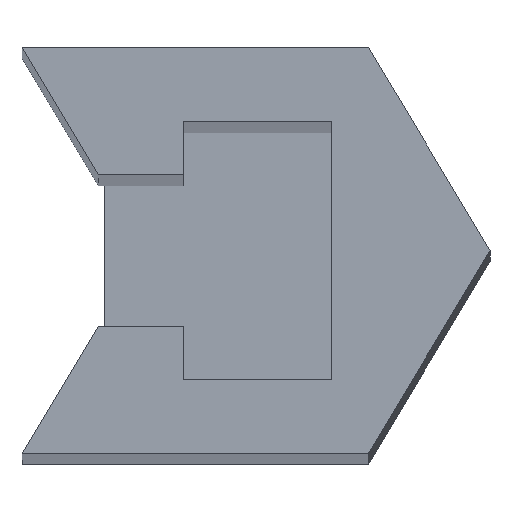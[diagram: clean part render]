
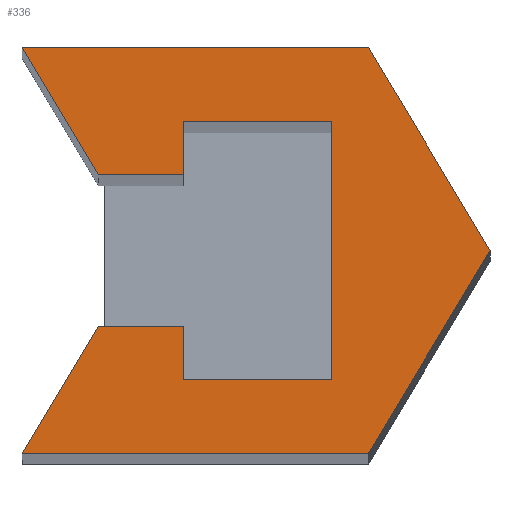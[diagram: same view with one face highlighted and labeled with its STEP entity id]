
A CAD part, top view. The second image highlights one B-rep face of the part: STEP entity #336.
In plain terms, the highlighted planar face has unit normal (0, 0, 1).
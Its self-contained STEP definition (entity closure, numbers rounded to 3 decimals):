
#30=FACE_OUTER_BOUND('',#47,.T.);
#47=EDGE_LOOP('',(#282,#283,#284,#285,#286,#287,#288,#289,#290,#291,#292,
#293,#294));
#61=LINE('',#478,#106);
#65=LINE('',#485,#110);
#67=LINE('',#489,#112);
#69=LINE('',#494,#114);
#72=LINE('',#500,#117);
#75=LINE('',#506,#120);
#78=LINE('',#512,#123);
#81=LINE('',#518,#126);
#84=LINE('',#524,#129);
#87=LINE('',#529,#132);
#89=LINE('',#533,#134);
#91=LINE('',#537,#136);
#93=LINE('',#540,#138);
#106=VECTOR('',#389,10.);
#110=VECTOR('',#395,10.);
#112=VECTOR('',#399,10.);
#114=VECTOR('',#403,10.);
#117=VECTOR('',#408,10.);
#120=VECTOR('',#413,10.);
#123=VECTOR('',#418,10.);
#126=VECTOR('',#423,10.);
#129=VECTOR('',#428,10.);
#132=VECTOR('',#433,10.);
#134=VECTOR('',#437,10.);
#136=VECTOR('',#441,10.);
#138=VECTOR('',#445,10.);
#149=VERTEX_POINT('',#475);
#150=VERTEX_POINT('',#477);
#152=VERTEX_POINT('',#483);
#153=VERTEX_POINT('',#487);
#155=VERTEX_POINT('',#493);
#157=VERTEX_POINT('',#499);
#159=VERTEX_POINT('',#505);
#161=VERTEX_POINT('',#511);
#163=VERTEX_POINT('',#517);
#165=VERTEX_POINT('',#523);
#166=VERTEX_POINT('',#528);
#167=VERTEX_POINT('',#532);
#168=VERTEX_POINT('',#536);
#181=EDGE_CURVE('',#150,#149,#61,.T.);
#185=EDGE_CURVE('',#149,#152,#65,.T.);
#187=EDGE_CURVE('',#152,#153,#67,.T.);
#189=EDGE_CURVE('',#155,#150,#69,.T.);
#192=EDGE_CURVE('',#157,#155,#72,.T.);
#195=EDGE_CURVE('',#159,#157,#75,.T.);
#198=EDGE_CURVE('',#161,#159,#78,.T.);
#201=EDGE_CURVE('',#163,#161,#81,.T.);
#204=EDGE_CURVE('',#165,#163,#84,.T.);
#207=EDGE_CURVE('',#166,#165,#87,.T.);
#209=EDGE_CURVE('',#167,#166,#89,.T.);
#211=EDGE_CURVE('',#168,#167,#91,.T.);
#213=EDGE_CURVE('',#153,#168,#93,.T.);
#282=ORIENTED_EDGE('',*,*,#213,.T.);
#283=ORIENTED_EDGE('',*,*,#211,.T.);
#284=ORIENTED_EDGE('',*,*,#209,.T.);
#285=ORIENTED_EDGE('',*,*,#207,.T.);
#286=ORIENTED_EDGE('',*,*,#204,.T.);
#287=ORIENTED_EDGE('',*,*,#201,.T.);
#288=ORIENTED_EDGE('',*,*,#198,.T.);
#289=ORIENTED_EDGE('',*,*,#195,.T.);
#290=ORIENTED_EDGE('',*,*,#192,.T.);
#291=ORIENTED_EDGE('',*,*,#189,.T.);
#292=ORIENTED_EDGE('',*,*,#181,.T.);
#293=ORIENTED_EDGE('',*,*,#185,.T.);
#294=ORIENTED_EDGE('',*,*,#187,.T.);
#319=PLANE('',#367);
#336=ADVANCED_FACE('',(#30),#319,.T.);
#367=AXIS2_PLACEMENT_3D('',#541,#446,#447);
#389=DIRECTION('',(1.,0.,0.));
#395=DIRECTION('',(0.,1.,0.));
#399=DIRECTION('',(1.,0.,0.));
#403=DIRECTION('',(0.514,-0.858,0.));
#408=DIRECTION('',(-1.,0.,0.));
#413=DIRECTION('',(-0.514,0.858,0.));
#418=DIRECTION('',(0.514,0.858,0.));
#423=DIRECTION('',(1.,0.,0.));
#428=DIRECTION('',(-0.514,-0.858,0.));
#433=DIRECTION('',(-1.,0.,0.));
#437=DIRECTION('',(0.,1.,0.));
#441=DIRECTION('',(-1.,0.,0.));
#445=DIRECTION('',(0.,-1.,0.));
#446=DIRECTION('center_axis',(0.,0.,1.));
#447=DIRECTION('ref_axis',(1.,0.,0.));
#475=CARTESIAN_POINT('',(97.383,-2.615,118.8));
#477=CARTESIAN_POINT('',(95.777,-2.615,118.8));
#478=CARTESIAN_POINT('',(95.897,-2.615,118.8));
#483=CARTESIAN_POINT('',(97.383,-1.615,118.8));
#485=CARTESIAN_POINT('',(97.383,-1.615,118.8));
#487=CARTESIAN_POINT('',(100.183,-1.615,118.8));
#489=CARTESIAN_POINT('',(100.183,-1.615,118.8));
#493=CARTESIAN_POINT('',(94.341,-0.215,118.8));
#494=CARTESIAN_POINT('',(95.777,-2.615,118.8));
#499=CARTESIAN_POINT('',(100.874,-0.215,118.8));
#500=CARTESIAN_POINT('',(94.341,-0.215,118.8));
#505=CARTESIAN_POINT('',(103.165,-4.043,118.8));
#506=CARTESIAN_POINT('',(100.874,-0.215,118.8));
#511=CARTESIAN_POINT('',(100.872,-7.871,118.8));
#512=CARTESIAN_POINT('',(100.872,-7.871,118.8));
#517=CARTESIAN_POINT('',(94.338,-7.871,118.8));
#518=CARTESIAN_POINT('',(94.338,-7.871,118.8));
#523=CARTESIAN_POINT('',(95.777,-5.471,118.8));
#524=CARTESIAN_POINT('',(94.338,-7.871,118.8));
#528=CARTESIAN_POINT('',(97.383,-5.471,118.8));
#529=CARTESIAN_POINT('',(95.897,-5.471,118.8));
#532=CARTESIAN_POINT('',(97.383,-6.471,118.8));
#533=CARTESIAN_POINT('',(97.383,-5.471,118.8));
#536=CARTESIAN_POINT('',(100.183,-6.471,118.8));
#537=CARTESIAN_POINT('',(97.383,-6.471,118.8));
#540=CARTESIAN_POINT('',(100.183,-4.043,118.8));
#541=CARTESIAN_POINT('Origin',(98.752,-4.043,118.8));
